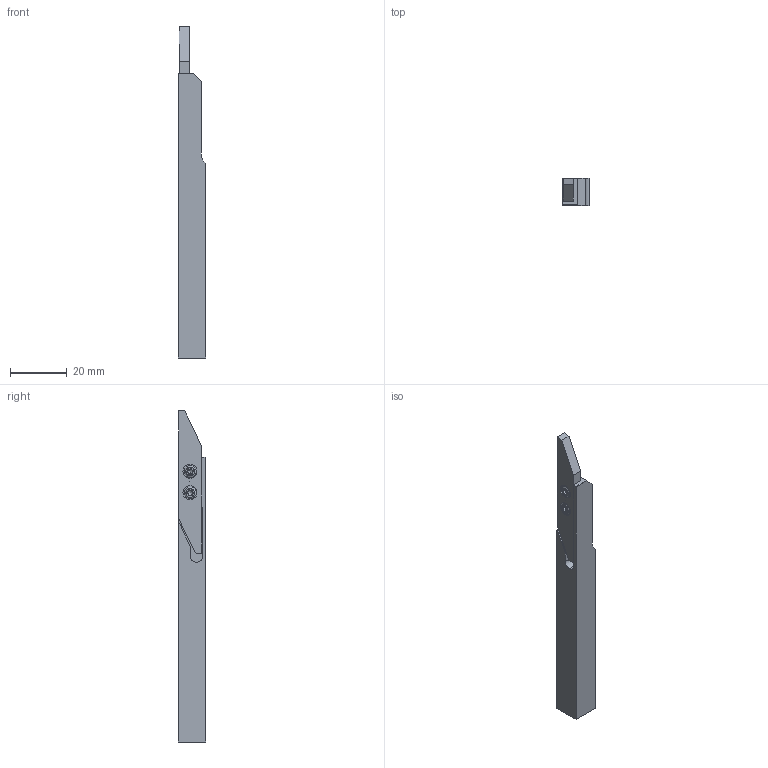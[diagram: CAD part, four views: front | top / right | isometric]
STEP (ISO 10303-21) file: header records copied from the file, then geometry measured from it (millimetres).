
FILE_DESCRIPTION (( 'STEP AP203' ), '1' );
FILE_NAME ('CUT-100-19.step', '2014-08-07T14:42:54', ( '' ), ( '' ), 'SwSTEP 2.0', 'SolidWorks 2014', '' );
FILE_SCHEMA (( 'CONFIG_CONTROL_DESIGN' ));
Length unit declared in the file: millimetre
Products named in the file (4): CUT-100-19; CUT-100-Kunde_3000-3-8-100 LAV; CUT- 3000 R+L Lang NUR F鄄 KUNDEN _L-Lang; MSP-16_M3x7.3 T08
Assembly tree (4 placements, depth 2):
  CUT-100-19
    CUT-100-Kunde_3000-3-8-100 LAV
    CUT- 3000 R+L Lang NUR F鄄 KUNDEN _L-Lang
    MSP-16_M3x7.3 T08  x2
Bounding box: 9.53 x 9.53 x 116.6 mm (x, y, z)
Volume: 8707.5 mm3; surface area: 5272.5 mm2
Topology: 4 solids, 4 shells, 118 faces, 296 edges, 186 vertices
Faces by surface type: cylinder 56, plane 34, cone 20, torus 8
Entity records: 2965 total; most frequent: DIRECTION 477, CARTESIAN_POINT 433, ORIENTED_EDGE 418, EDGE_CURVE 209, AXIS2_PLACEMENT_3D 179, VERTEX_POINT 135, VECTOR 119, LINE 119
